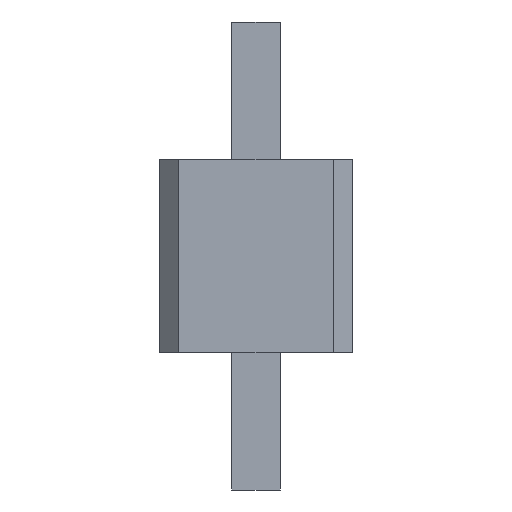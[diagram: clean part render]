
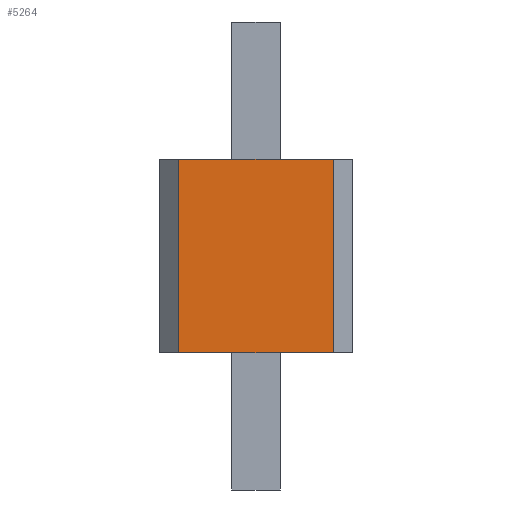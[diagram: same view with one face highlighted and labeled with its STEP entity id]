
A CAD part, front view. The second image highlights one B-rep face of the part: STEP entity #5264.
In plain terms, the highlighted planar face has unit normal (0, -1, 0).
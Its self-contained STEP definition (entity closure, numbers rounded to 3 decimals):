
#654 = VERTEX_POINT('',#655);
#655 = CARTESIAN_POINT('',(-1.016,-59.69,2.54));
#661 = EDGE_CURVE('',#654,#662,#664,.T.);
#662 = VERTEX_POINT('',#663);
#663 = CARTESIAN_POINT('',(1.016,-59.69,2.54));
#664 = LINE('',#665,#666);
#665 = CARTESIAN_POINT('',(-1.016,-59.69,2.54));
#666 = VECTOR('',#667,1.);
#667 = DIRECTION('',(1.,0.,0.));
#2647 = VERTEX_POINT('',#2648);
#2648 = CARTESIAN_POINT('',(-1.016,-59.69,0.));
#2654 = EDGE_CURVE('',#2647,#2655,#2657,.T.);
#2655 = VERTEX_POINT('',#2656);
#2656 = CARTESIAN_POINT('',(1.016,-59.69,0.));
#2657 = LINE('',#2658,#2659);
#2658 = CARTESIAN_POINT('',(-1.016,-59.69,0.));
#2659 = VECTOR('',#2660,1.);
#2660 = DIRECTION('',(1.,0.,0.));
#5253 = EDGE_CURVE('',#2647,#654,#5254,.T.);
#5254 = LINE('',#5255,#5256);
#5255 = CARTESIAN_POINT('',(-1.016,-59.69,0.));
#5256 = VECTOR('',#5257,1.);
#5257 = DIRECTION('',(0.,0.,1.));
#5264 = ADVANCED_FACE('',(#5265),#5276,.F.);
#5265 = FACE_BOUND('',#5266,.F.);
#5266 = EDGE_LOOP('',(#5267,#5268,#5269,#5275));
#5267 = ORIENTED_EDGE('',*,*,#5253,.T.);
#5268 = ORIENTED_EDGE('',*,*,#661,.T.);
#5269 = ORIENTED_EDGE('',*,*,#5270,.F.);
#5270 = EDGE_CURVE('',#2655,#662,#5271,.T.);
#5271 = LINE('',#5272,#5273);
#5272 = CARTESIAN_POINT('',(1.016,-59.69,0.));
#5273 = VECTOR('',#5274,1.);
#5274 = DIRECTION('',(0.,0.,1.));
#5275 = ORIENTED_EDGE('',*,*,#2654,.F.);
#5276 = PLANE('',#5277);
#5277 = AXIS2_PLACEMENT_3D('',#5278,#5279,#5280);
#5278 = CARTESIAN_POINT('',(-1.016,-59.69,0.));
#5279 = DIRECTION('',(0.,1.,0.));
#5280 = DIRECTION('',(1.,0.,0.));
